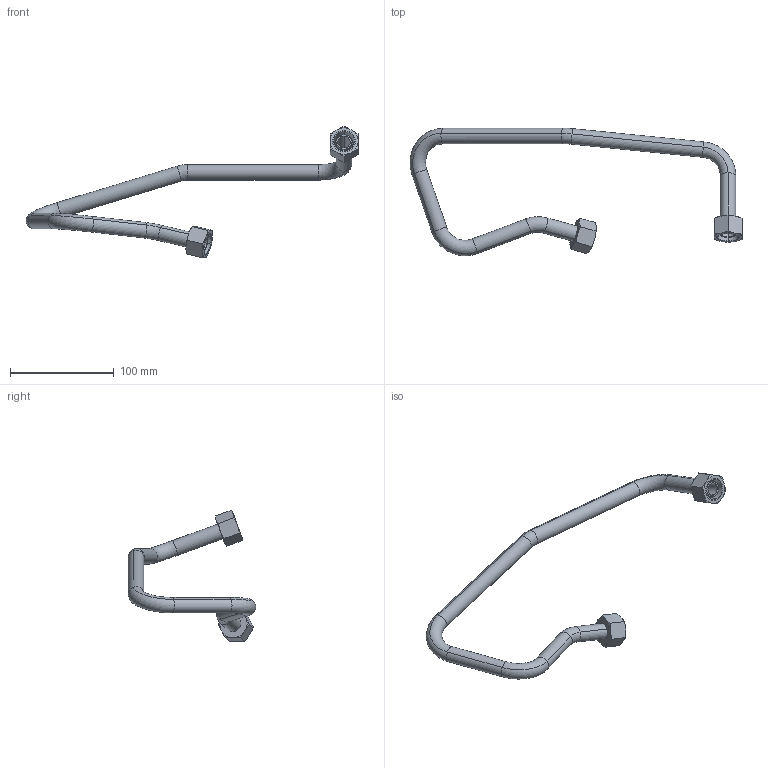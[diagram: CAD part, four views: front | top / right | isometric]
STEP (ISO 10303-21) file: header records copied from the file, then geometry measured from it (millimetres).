
FILE_DESCRIPTION((''),'2;1');
FILE_NAME('YPM_E71042_ASM','2023-10-17T11:12:36',('Guseva'),('PALFINGER'),'CREO PARAMETRIC BY PTC INC, 2022281','CREO PARAMETRIC BY PTC INC, 2022281','');
FILE_SCHEMA(('CONFIG_CONTROL_DESIGN'));
Length unit declared in the file: millimetre
Products named in the file (3): YPM_E71042; YMUTTER-15L; YPM_E71042_ASM
Assembly tree (3 placements, depth 2):
  YPM_E71042_ASM
    YPM_E71042
    YMUTTER-15L  x2
Bounding box: 320.59 x 123.09 x 126.97 mm (x, y, z)
Volume: 52806.1 mm3; surface area: 64517.8 mm2
Topology: 3 solids, 5 shells, 126 faces, 288 edges, 172 vertices
Faces by surface type: cylinder 44, cone 36, torus 24, plane 22
Entity records: 2624 total; most frequent: CARTESIAN_POINT 590, DIRECTION 462, ORIENTED_EDGE 376, AXIS2_PLACEMENT_3D 202, EDGE_CURVE 190, VERTEX_POINT 110, CIRCLE 108, EDGE_LOOP 92
